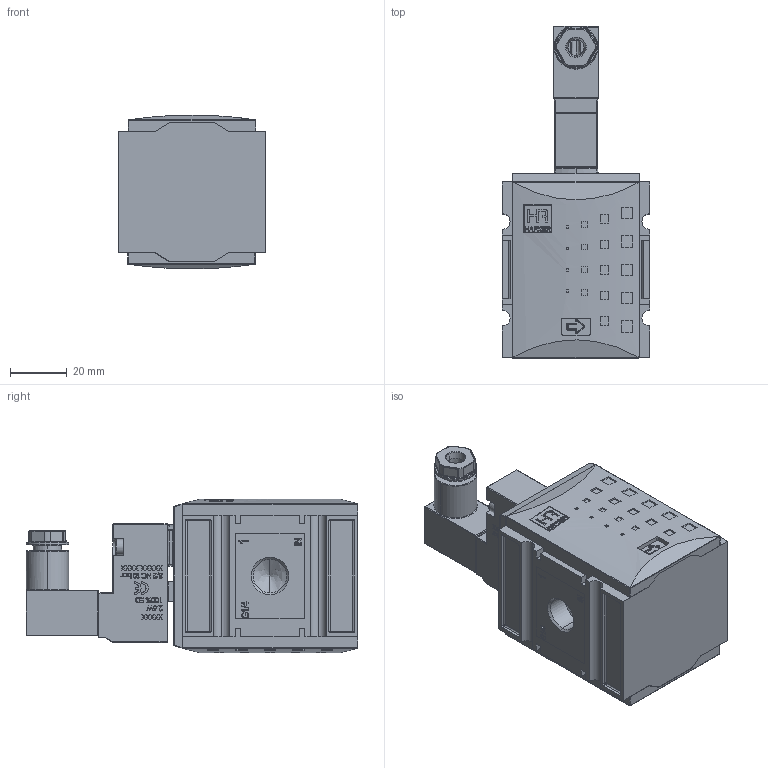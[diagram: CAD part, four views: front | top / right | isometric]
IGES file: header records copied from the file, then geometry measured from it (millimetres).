
Start section: SolidWorks IGES file using analytic representation for surfaces
Global section: file name: KSOV-114_24.IGS; native system: SolidWorks 2013; preprocessor: SolidWorks 2013; author: technolog; date: 140109.111222; units: millimetre
Bounding box: 52 x 117 x 54.2 mm (x, y, z)
Volume: 168484.8 mm3; surface area: 50456.2 mm2
Topology: 9 solids, 9 shells, 1751 faces, 9164 edges, 11898 vertices
Faces by surface type: plane 1060, revolution 484, bspline 207
